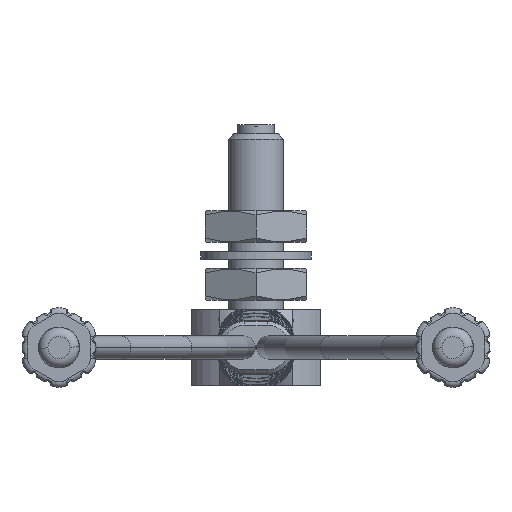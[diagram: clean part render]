
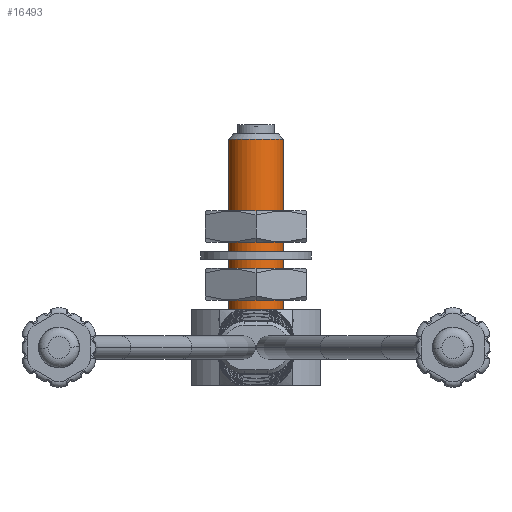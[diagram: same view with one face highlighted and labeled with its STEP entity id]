
A CAD part, front view. The second image highlights one B-rep face of the part: STEP entity #16493.
In plain terms, the highlighted cylindrical face has radius 1.5 mm (diameter 3 mm), a partial arc.
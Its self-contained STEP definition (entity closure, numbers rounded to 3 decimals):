
#2781=CARTESIAN_POINT('',(0.,0.,-10.));
#2782=DIRECTION('',(0.,0.,-1.));
#2783=DIRECTION('',(1.,0.,0.));
#2784=AXIS2_PLACEMENT_3D('',#2781,#2782,#2783);
#4300=DIRECTION('',(0.,0.,1.));
#4301=VECTOR('',#4300,9.2);
#4302=CARTESIAN_POINT('',(1.5,0.,-10.));
#4303=LINE('',#4302,#4301);
#4304=DIRECTION('',(0.,0.,1.));
#4305=VECTOR('',#4304,9.2);
#4306=CARTESIAN_POINT('',(-1.5,0.,-10.));
#4307=LINE('',#4306,#4305);
#4341=CARTESIAN_POINT('',(0.,0.,-0.8));
#4342=DIRECTION('',(0.,0.,1.));
#4343=DIRECTION('',(-1.,0.,0.));
#4344=AXIS2_PLACEMENT_3D('',#4341,#4342,#4343);
#8531=CARTESIAN_POINT('',(-1.5,0.,-0.8));
#8532=CARTESIAN_POINT('',(1.5,0.,-0.8));
#8533=VERTEX_POINT('',#8531);
#8534=VERTEX_POINT('',#8532);
#8636=CARTESIAN_POINT('',(1.5,0.,-10.));
#8637=VERTEX_POINT('',#8636);
#8638=CARTESIAN_POINT('',(-1.5,0.,-10.));
#8639=VERTEX_POINT('',#8638);
#16479=CARTESIAN_POINT('',(0.,0.,0.705));
#16480=DIRECTION('',(0.,0.,-1.));
#16481=DIRECTION('',(-1.,0.,0.));
#16482=AXIS2_PLACEMENT_3D('',#16479,#16480,#16481);
#16483=CYLINDRICAL_SURFACE('',#16482,1.5);
#16485=ORIENTED_EDGE('',*,*,#16484,.F.);
#16486=ORIENTED_EDGE('',*,*,#14613,.T.);
#16488=ORIENTED_EDGE('',*,*,#16487,.T.);
#16490=ORIENTED_EDGE('',*,*,#16489,.T.);
#16491=EDGE_LOOP('',(#16485,#16486,#16488,#16490));
#16492=FACE_OUTER_BOUND('',#16491,.F.);
#16493=ADVANCED_FACE('',(#16492),#16483,.T.);
#2785=CIRCLE('',#2784,1.5);
#4345=CIRCLE('',#4344,1.5);
#14613=EDGE_CURVE('',#8637,#8639,#2785,.T.);
#16484=EDGE_CURVE('',#8637,#8534,#4303,.T.);
#16487=EDGE_CURVE('',#8639,#8533,#4307,.T.);
#16489=EDGE_CURVE('',#8533,#8534,#4345,.T.);
